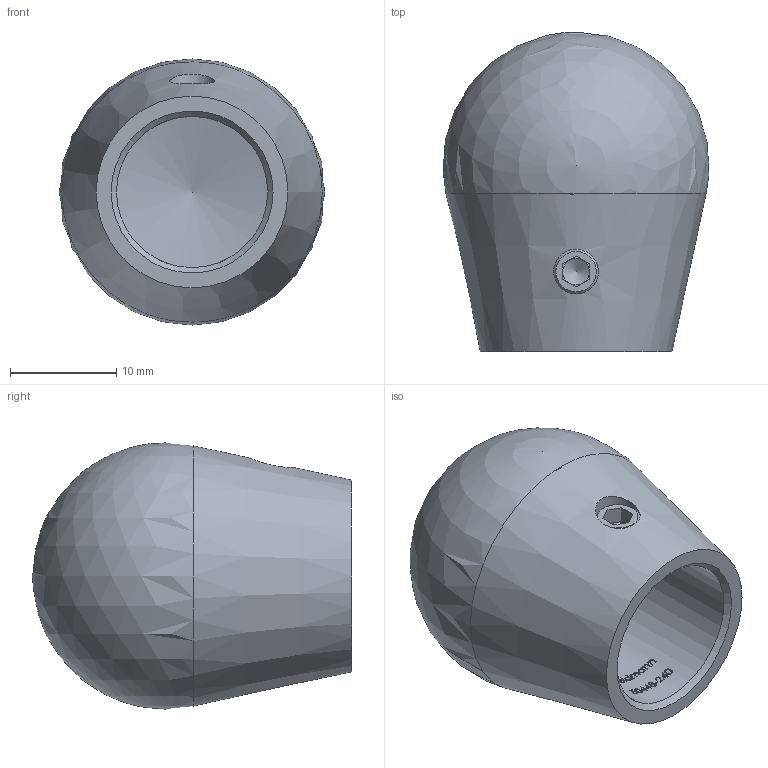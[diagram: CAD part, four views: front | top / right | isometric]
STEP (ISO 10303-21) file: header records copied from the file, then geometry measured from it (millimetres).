
FILE_DESCRIPTION (( 'STEP AP203' ), '1' );
FILE_NAME ('50448-240.step', '2022-04-01T09:50:38', ( '' ), ( '' ), 'SwSTEP 2.0', 'SolidWorks 2018', '' );
FILE_SCHEMA (( 'CONFIG_CONTROL_DESIGN' ));
Length unit declared in the file: millimetre
Products named in the file (3): DIN913_DIN 913 M5x3; 50448-240; 5044x-240 Teil1_50448-240 Teil1
Assembly tree (2 placements, depth 2):
  50448-240
    5044x-240 Teil1_50448-240 Teil1
    DIN913_DIN 913 M5x3
Bounding box: 24.96 x 30 x 25 mm (x, y, z)
Volume: 8192.6 mm3; surface area: 3227.8 mm2
Topology: 2 solids, 2 shells, 258 faces, 675 edges, 447 vertices
Faces by surface type: plane 124, bspline 97, cylinder 30, cone 6, sphere 1
Full cylindrical faces by diameter (mm): 4.2 x1, 5 x1, 14.2 x1
Entity records: 12107 total; most frequent: CARTESIAN_POINT 6154, ORIENTED_EDGE 1318, DIRECTION 886, EDGE_CURVE 659, VERTEX_POINT 441, LINE 328, VECTOR 328, EDGE_LOOP 296
